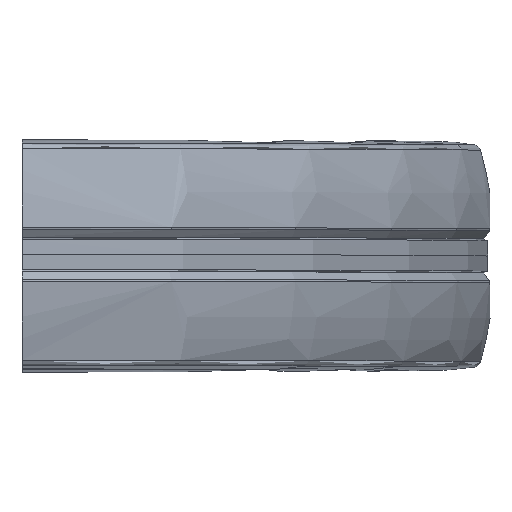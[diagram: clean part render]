
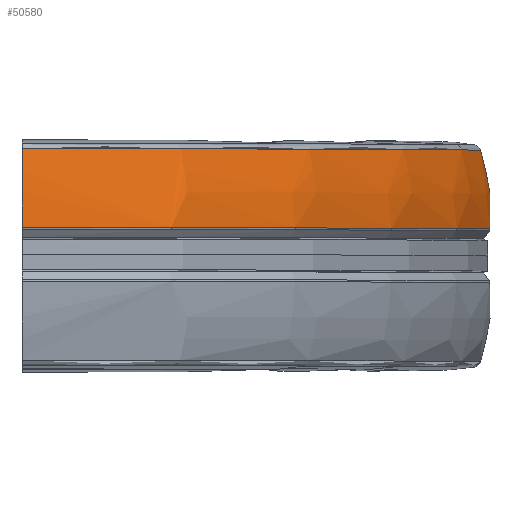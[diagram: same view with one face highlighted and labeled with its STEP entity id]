
A CAD part, top view. The second image highlights one B-rep face of the part: STEP entity #50580.
In plain terms, the highlighted toroidal (fillet/blend) face has major radius 61.316 mm and minor radius 26.934 mm.
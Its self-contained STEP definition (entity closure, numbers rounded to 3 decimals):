
#3380=CARTESIAN_POINT('',(-64.143,2.976,
49.308));
#3390=DIRECTION('',(0.,-1.,-0.));
#3400=DIRECTION('',(-1.,0.,0.));
#3410=AXIS2_PLACEMENT_3D('',#3380,#3390,#3400);
#3420=PLANE('',#3410);
#6520=CARTESIAN_POINT('',(64.143,2.976,
49.308));
#6530=DIRECTION('',(0.,1.,0.));
#6540=DIRECTION('',(1.,0.,0.));
#6550=AXIS2_PLACEMENT_3D('',#6520,#6530,#6540);
#6560=PLANE('',#6550);
#31080=CARTESIAN_POINT('',(0.,59.226,
42.843));
#31090=DIRECTION('',(0.,0.,1.));
#31100=DIRECTION('',(0.,-1.,0.));
#31110=AXIS2_PLACEMENT_3D('',#31080,#31090,#31100);
#31120=CIRCLE('',#31110,87.282);
#31130=CARTESIAN_POINT('',(-66.739,2.976,
42.843));
#31140=VERTEX_POINT('',#31130);
#31150=CARTESIAN_POINT('',(66.739,2.976,
42.843));
#31160=VERTEX_POINT('',#31150);
#31170=EDGE_CURVE('',#31140,#31160,#31120,.T.);
#44330=CARTESIAN_POINT('',(67.92,2.976,
48.178));
#44340=VERTEX_POINT('',#44330);
#44390=CARTESIAN_POINT('',(0.,59.226,
48.178));
#44400=DIRECTION('',(0.,0.,-1.));
#44410=DIRECTION('',(0.,-1.,0.));
#44420=AXIS2_PLACEMENT_3D('',#44390,#44400,#44410);
#44430=CIRCLE('',#44420,88.188);
#44440=CARTESIAN_POINT('',(-67.92,2.976,
48.178));
#44450=VERTEX_POINT('',#44440);
#44460=EDGE_CURVE('',#44340,#44450,#44430,.T.);
#47120=CARTESIAN_POINT('',(0.,59.226,
50.));
#47130=DIRECTION('',(0.,0.,1.));
#47140=DIRECTION('',(0.,-1.,0.));
#47150=AXIS2_PLACEMENT_3D('',#47120,#47130,#47140);
#47160=TOROIDAL_SURFACE('',#47150,61.316,26.934);
#47170=CARTESIAN_POINT('',(67.92,2.976,
48.178));
#47180=CARTESIAN_POINT('',(67.9,2.976,
47.95));
#47190=CARTESIAN_POINT('',(67.876,2.976,
47.722));
#47200=CARTESIAN_POINT('',(67.848,2.976,
47.495));
#47210=CARTESIAN_POINT('',(67.821,2.976,
47.267));
#47220=CARTESIAN_POINT('',(67.79,2.976,
47.041));
#47230=CARTESIAN_POINT('',(67.755,2.976,
46.815));
#47240=CARTESIAN_POINT('',(67.72,2.976,
46.589));
#47250=CARTESIAN_POINT('',(67.681,2.976,
46.364));
#47260=CARTESIAN_POINT('',(67.639,2.976,
46.14));
#47270=CARTESIAN_POINT('',(67.597,2.976,
45.916));
#47280=CARTESIAN_POINT('',(67.551,2.976,
45.693));
#47290=CARTESIAN_POINT('',(67.502,2.976,
45.471));
#47300=CARTESIAN_POINT('',(67.452,2.976,
45.25));
#47310=CARTESIAN_POINT('',(67.399,2.976,
45.028));
#47320=CARTESIAN_POINT('',(67.343,2.976,
44.807));
#47330=CARTESIAN_POINT('',(67.286,2.976,
44.587));
#47340=CARTESIAN_POINT('',(67.226,2.976,
44.367));
#47350=CARTESIAN_POINT('',(67.163,2.976,
44.148));
#47360=CARTESIAN_POINT('',(67.099,2.976,
43.928));
#47370=CARTESIAN_POINT('',(67.032,2.976,
43.71));
#47380=CARTESIAN_POINT('',(66.961,2.976,
43.492));
#47390=CARTESIAN_POINT('',(66.89,2.976,
43.275));
#47400=CARTESIAN_POINT('',(66.816,2.976,
43.058));
#47410=CARTESIAN_POINT('',(66.739,2.976,
42.843));
#47420=B_SPLINE_CURVE_WITH_KNOTS('',3,(#47170,#47180,#47190,#47200,
#47210,#47220,#47230,#47240,#47250,#47260,#47270,#47280,#47290,#47300,
#47310,#47320,#47330,#47340,#47350,#47360,#47370,#47380,#47390,#47400,
#47410),.UNSPECIFIED.,.F.,.F.,(4,3,3,3,3,3,3,3,4),(0.,0.687,
1.373,2.058,2.741,3.423,
4.108,4.793,5.48),.UNSPECIFIED.);
#47430=SURFACE_CURVE('',#47420,(#6560,#47160),.CURVE_3D.);
#47440=EDGE_CURVE('',#44340,#31160,#47430,.T.);
#49750=CARTESIAN_POINT('',(-67.92,2.976,
48.178));
#49760=CARTESIAN_POINT('',(-67.9,2.976,
47.95));
#49770=CARTESIAN_POINT('',(-67.876,2.976,
47.722));
#49780=CARTESIAN_POINT('',(-67.848,2.976,
47.495));
#49790=CARTESIAN_POINT('',(-67.821,2.976,
47.267));
#49800=CARTESIAN_POINT('',(-67.79,2.976,
47.041));
#49810=CARTESIAN_POINT('',(-67.755,2.976,
46.815));
#49820=CARTESIAN_POINT('',(-67.72,2.976,
46.589));
#49830=CARTESIAN_POINT('',(-67.681,2.976,
46.364));
#49840=CARTESIAN_POINT('',(-67.639,2.976,
46.14));
#49850=CARTESIAN_POINT('',(-67.597,2.976,
45.916));
#49860=CARTESIAN_POINT('',(-67.551,2.976,
45.693));
#49870=CARTESIAN_POINT('',(-67.502,2.976,
45.471));
#49880=CARTESIAN_POINT('',(-67.452,2.976,
45.25));
#49890=CARTESIAN_POINT('',(-67.399,2.976,
45.028));
#49900=CARTESIAN_POINT('',(-67.343,2.976,
44.807));
#49910=CARTESIAN_POINT('',(-67.286,2.976,
44.587));
#49920=CARTESIAN_POINT('',(-67.226,2.976,
44.367));
#49930=CARTESIAN_POINT('',(-67.163,2.976,
44.148));
#49940=CARTESIAN_POINT('',(-67.099,2.976,
43.928));
#49950=CARTESIAN_POINT('',(-67.032,2.976,
43.71));
#49960=CARTESIAN_POINT('',(-66.961,2.976,
43.492));
#49970=CARTESIAN_POINT('',(-66.89,2.976,
43.275));
#49980=CARTESIAN_POINT('',(-66.816,2.976,
43.058));
#49990=CARTESIAN_POINT('',(-66.739,2.976,
42.843));
#50000=B_SPLINE_CURVE_WITH_KNOTS('',3,(#49750,#49760,#49770,#49780,
#49790,#49800,#49810,#49820,#49830,#49840,#49850,#49860,#49870,#49880,
#49890,#49900,#49910,#49920,#49930,#49940,#49950,#49960,#49970,#49980,
#49990),.UNSPECIFIED.,.F.,.F.,(4,3,3,3,3,3,3,3,4),(0.,0.687,
1.373,2.058,2.741,3.423,
4.108,4.793,5.48),.UNSPECIFIED.);
#50010=SURFACE_CURVE('',#50000,(#3420,#47160),.CURVE_3D.);
#50020=EDGE_CURVE('',#44450,#31140,#50010,.T.);
#50520=ORIENTED_EDGE('',*,*,#44460,.T.);
#50530=ORIENTED_EDGE('',*,*,#47440,.F.);
#50540=ORIENTED_EDGE('',*,*,#31170,.T.);
#50550=ORIENTED_EDGE('',*,*,#50020,.T.);
#50560=EDGE_LOOP('',(#50550,#50540,#50530,#50520));
#50570=FACE_OUTER_BOUND('',#50560,.T.);
#50580=ADVANCED_FACE('',(#50570),#47160,.T.);
